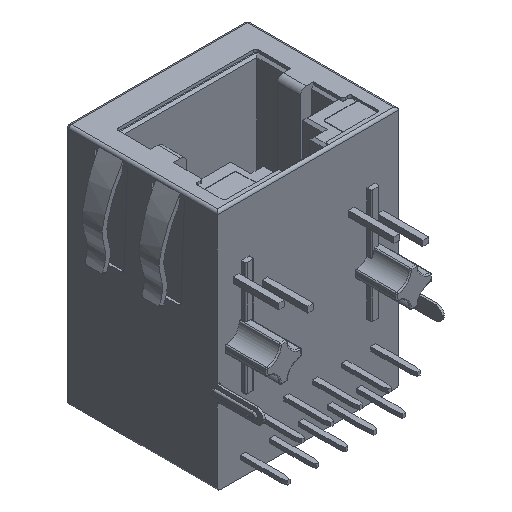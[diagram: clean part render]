
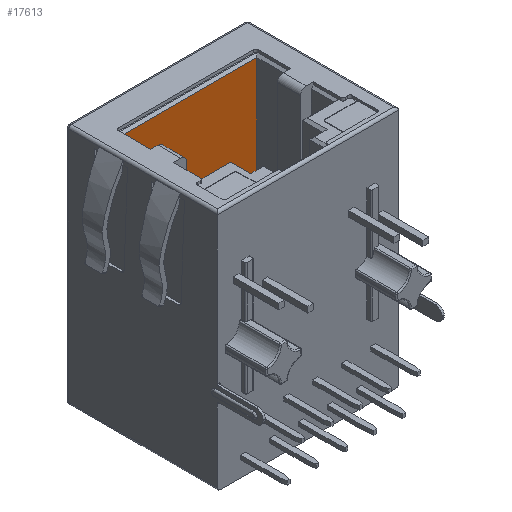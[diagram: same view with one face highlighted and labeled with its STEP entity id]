
A CAD part, isometric view. The second image highlights one B-rep face of the part: STEP entity #17613.
In plain terms, the highlighted planar face has unit normal (0, -1, 0).
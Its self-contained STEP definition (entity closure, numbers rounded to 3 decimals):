
#164 = CARTESIAN_POINT ( 'NONE',  ( 3.665, 14.45, -9.8 ) ) ;
#356 = VERTEX_POINT ( 'NONE', #16620 ) ;
#1342 = AXIS2_PLACEMENT_3D ( 'NONE', #3188, #13983, #7355 ) ;
#1698 = VERTEX_POINT ( 'NONE', #13319 ) ;
#2341 = ORIENTED_EDGE ( 'NONE', *, *, #13567, .F. ) ;
#2573 = EDGE_CURVE ( 'NONE', #12493, #356, #17720, .T. ) ;
#2745 = VECTOR ( 'NONE', #17284, 1000. ) ;
#3188 = CARTESIAN_POINT ( 'NONE',  ( 15.565, 14.45, 0. ) ) ;
#4531 = VECTOR ( 'NONE', #11841, 1000. ) ;
#4604 = ORIENTED_EDGE ( 'NONE', *, *, #10531, .F. ) ;
#4739 = VECTOR ( 'NONE', #8430, 1000. ) ;
#5262 = VERTEX_POINT ( 'NONE', #164 ) ;
#5529 = CARTESIAN_POINT ( 'NONE',  ( 15.565, 14.45, -0.45 ) ) ;
#5727 = LINE ( 'NONE', #8517, #4739 ) ;
#5916 = FACE_OUTER_BOUND ( 'NONE', #14634, .T. ) ;
#7355 = DIRECTION ( 'NONE',  ( 1., 0., 0. ) ) ;
#7482 = LINE ( 'NONE', #13092, #2745 ) ;
#8430 = DIRECTION ( 'NONE',  ( 0., 0., -1. ) ) ;
#8517 = CARTESIAN_POINT ( 'NONE',  ( 15.565, 14.45, -0.45 ) ) ;
#9233 = ORIENTED_EDGE ( 'NONE', *, *, #14045, .T. ) ;
#9424 = VECTOR ( 'NONE', #11046, 1000. ) ;
#10531 = EDGE_CURVE ( 'NONE', #12493, #1698, #5727, .T. ) ;
#11046 = DIRECTION ( 'NONE',  ( -1., 0., 0. ) ) ;
#11841 = DIRECTION ( 'NONE',  ( 0., 0., -1. ) ) ;
#12493 = VERTEX_POINT ( 'NONE', #17302 ) ;
#13092 = CARTESIAN_POINT ( 'NONE',  ( 15.565, 14.45, -9.8 ) ) ;
#13319 = CARTESIAN_POINT ( 'NONE',  ( 15.565, 14.45, -9.8 ) ) ;
#13567 = EDGE_CURVE ( 'NONE', #1698, #5262, #7482, .T. ) ;
#13983 = DIRECTION ( 'NONE',  ( 0., 1., 0. ) ) ;
#14045 = EDGE_CURVE ( 'NONE', #356, #5262, #14401, .T. ) ;
#14401 = LINE ( 'NONE', #15865, #4531 ) ;
#14634 = EDGE_LOOP ( 'NONE', ( #9233, #2341, #4604, #16749 ) ) ;
#15865 = CARTESIAN_POINT ( 'NONE',  ( 3.665, 14.45, -0.45 ) ) ;
#16620 = CARTESIAN_POINT ( 'NONE',  ( 3.665, 14.45, -0.45 ) ) ;
#16749 = ORIENTED_EDGE ( 'NONE', *, *, #2573, .T. ) ;
#16990 = PLANE ( 'NONE',  #1342 ) ;
#17284 = DIRECTION ( 'NONE',  ( -1., 0., 0. ) ) ;
#17302 = CARTESIAN_POINT ( 'NONE',  ( 15.565, 14.45, -0.45 ) ) ;
#17613 = ADVANCED_FACE ( 'NONE', ( #5916 ), #16990, .F. ) ;
#17720 = LINE ( 'NONE', #5529, #9424 ) ;
